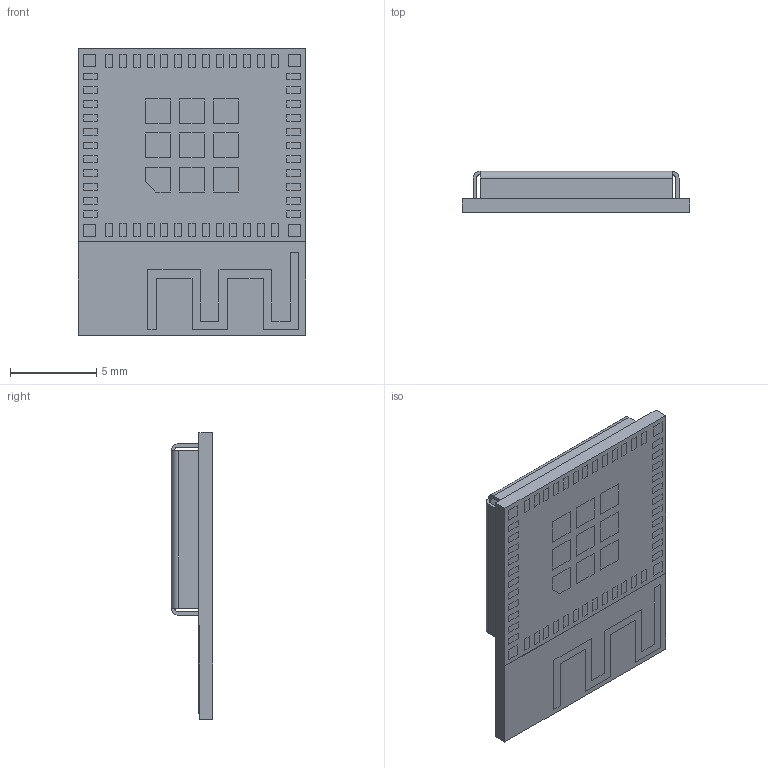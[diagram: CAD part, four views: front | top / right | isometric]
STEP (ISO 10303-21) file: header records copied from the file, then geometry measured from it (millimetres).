
FILE_DESCRIPTION (( 'STEP AP214' ), '1' );
FILE_NAME ('ESP32-C3-MINI-1-N4.STEP', '2021-11-18T13:55:02', ( '' ), ( '' ), 'SwSTEP 2.0', 'SolidWorks 2018', '' );
FILE_SCHEMA (( 'AUTOMOTIVE_DESIGN' ));
Length unit declared in the file: millimetre
Products named in the file (2): ESP32-C3-MINI-1-N4
Bounding box: 13.2 x 2.4 x 16.6 mm (x, y, z)
Volume: 208 mm3; surface area: 1154.4 mm2
Topology: 65 solids, 65 shells, 788 faces, 1772 edges, 1176 vertices
Faces by surface type: plane 778, cylinder 10
Entity records: 30314 total; most frequent: CARTESIAN_POINT 3738, ORIENTED_EDGE 3544, DIRECTION 3372, EDGE_CURVE 1772, VECTOR 1752, LINE 1752, VERTEX_POINT 1176, EDGE_LOOP 852
